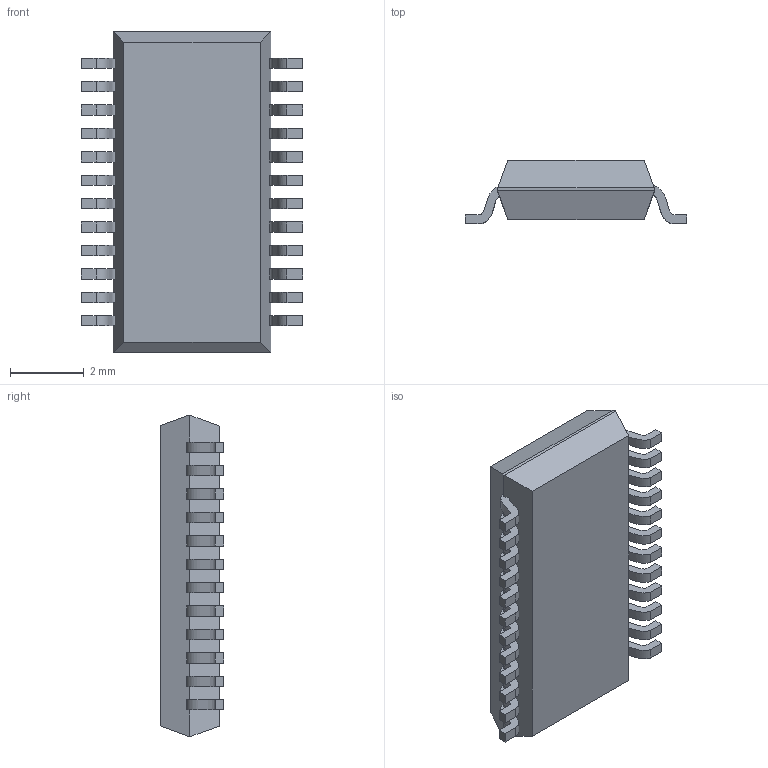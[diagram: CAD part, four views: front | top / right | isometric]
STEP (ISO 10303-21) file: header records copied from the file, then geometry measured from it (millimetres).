
FILE_DESCRIPTION (( 'STEP AP214' ), '1' );
FILE_NAME ('User Library-SSOP24.STEP', '2019-04-02T03:21:49', ( '' ), ( '' ), 'SwSTEP 2.0', 'SolidWorks 2019', '' );
FILE_SCHEMA (( 'AUTOMOTIVE_DESIGN' ));
Length unit declared in the file: millimetre
Products named in the file (1): User Library-SSOP24
Bounding box: 6 x 1.72 x 8.7 mm (x, y, z)
Volume: 56 mm3; surface area: 135.7 mm2
Topology: 1 solids, 1 shells, 185 faces, 548 edges, 366 vertices
Faces by surface type: plane 133, bspline 52
Entity records: 8705 total; most frequent: CARTESIAN_POINT 3888, ORIENTED_EDGE 1096, DIRECTION 718, EDGE_CURVE 548, VECTOR 438, LINE 438, VERTEX_POINT 366, EDGE_LOOP 186
